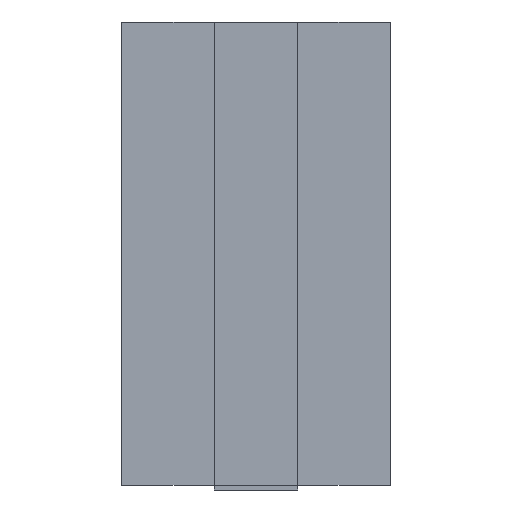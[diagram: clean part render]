
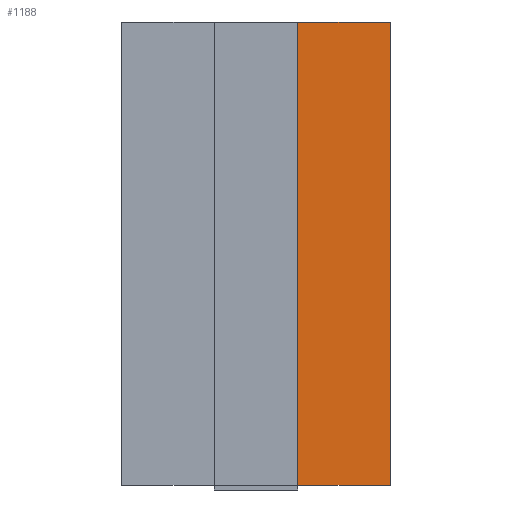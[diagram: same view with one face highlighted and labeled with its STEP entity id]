
A CAD part, front view. The second image highlights one B-rep face of the part: STEP entity #1188.
In plain terms, the highlighted planar face has unit normal (0, -1, 0).
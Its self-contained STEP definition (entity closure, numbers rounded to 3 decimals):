
#42=FACE_OUTER_BOUND('',#106,.T.);
#106=EDGE_LOOP('',(#875,#876,#877,#878));
#207=LINE('',#1727,#375);
#209=LINE('',#1731,#377);
#210=LINE('',#1733,#378);
#211=LINE('',#1734,#379);
#375=VECTOR('',#1411,10.);
#377=VECTOR('',#1415,10.);
#378=VECTOR('',#1416,10.);
#379=VECTOR('',#1417,10.);
#525=VERTEX_POINT('',#1724);
#526=VERTEX_POINT('',#1726);
#527=VERTEX_POINT('',#1730);
#528=VERTEX_POINT('',#1732);
#655=EDGE_CURVE('',#525,#526,#207,.T.);
#657=EDGE_CURVE('',#527,#525,#209,.T.);
#658=EDGE_CURVE('',#527,#528,#210,.T.);
#659=EDGE_CURVE('',#528,#526,#211,.T.);
#875=ORIENTED_EDGE('',*,*,#657,.F.);
#876=ORIENTED_EDGE('',*,*,#658,.T.);
#877=ORIENTED_EDGE('',*,*,#659,.T.);
#878=ORIENTED_EDGE('',*,*,#655,.F.);
#1124=PLANE('',#1268);
#1188=ADVANCED_FACE('',(#42),#1124,.F.);
#1268=AXIS2_PLACEMENT_3D('',#1729,#1413,#1414);
#1411=DIRECTION('',(0.,0.,1.));
#1413=DIRECTION('center_axis',(0.,1.,0.));
#1414=DIRECTION('ref_axis',(-1.,0.,0.));
#1415=DIRECTION('',(-1.,0.,0.));
#1416=DIRECTION('',(0.,0.,1.));
#1417=DIRECTION('',(-1.,0.,0.));
#1724=CARTESIAN_POINT('',(9.,13.5,0.));
#1726=CARTESIAN_POINT('',(9.,13.5,100.));
#1727=CARTESIAN_POINT('',(9.,13.5,0.));
#1729=CARTESIAN_POINT('Origin',(29.,13.5,0.));
#1730=CARTESIAN_POINT('',(29.,13.5,0.));
#1731=CARTESIAN_POINT('',(29.,13.5,0.));
#1732=CARTESIAN_POINT('',(29.,13.5,100.));
#1733=CARTESIAN_POINT('',(29.,13.5,0.));
#1734=CARTESIAN_POINT('',(29.,13.5,100.));
